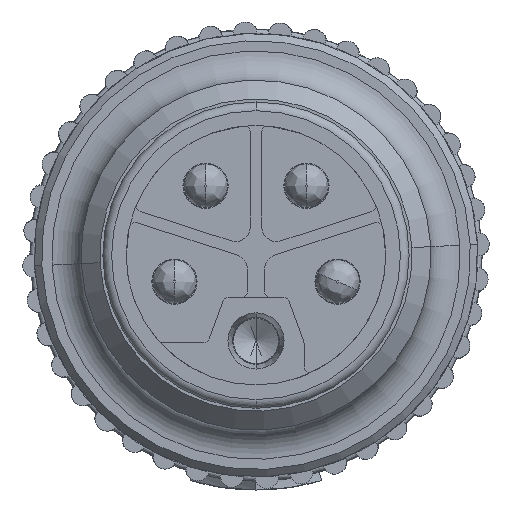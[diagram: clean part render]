
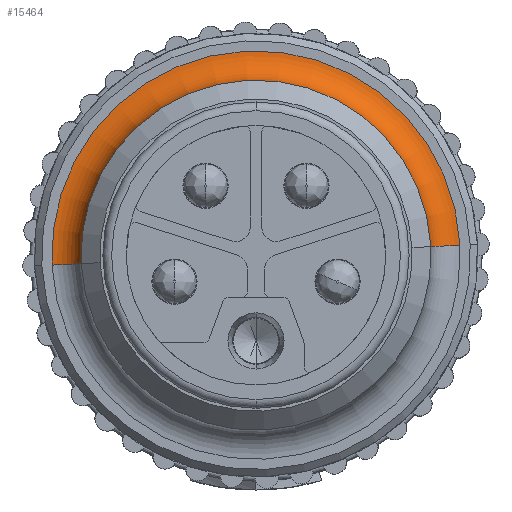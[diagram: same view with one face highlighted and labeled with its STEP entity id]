
A CAD part, front view. The second image highlights one B-rep face of the part: STEP entity #15464.
In plain terms, the highlighted toroidal (fillet/blend) face has major radius 7 mm and minor radius 1 mm.
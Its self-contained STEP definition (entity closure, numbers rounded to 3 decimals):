
#2977=CARTESIAN_POINT('',(0.,-112.3,0.));
#2978=DIRECTION('',(0.,1.,0.));
#2979=DIRECTION('',(-0.999,0.,-0.049));
#2980=AXIS2_PLACEMENT_3D('',#2977,#2978,#2979);
#3708=CARTESIAN_POINT('',(0.,-113.3,0.));
#3709=DIRECTION('',(0.,1.,0.));
#3710=DIRECTION('',(-0.999,0.,-0.049));
#3711=AXIS2_PLACEMENT_3D('',#3708,#3709,#3710);
#3713=CARTESIAN_POINT('',(-6.992,-113.3,-0.34));
#3714=DIRECTION('',(0.049,0.,-0.999));
#3715=DIRECTION('',(0.,1.,0.));
#3716=AXIS2_PLACEMENT_3D('',#3713,#3714,#3715);
#5026=CARTESIAN_POINT('',(6.992,-113.3,0.34));
#5027=DIRECTION('',(-0.049,0.,0.999));
#5028=DIRECTION('',(0.,1.,0.));
#5029=AXIS2_PLACEMENT_3D('',#5026,#5027,#5028);
#9487=CARTESIAN_POINT('',(5.993,-113.3,0.291));
#9489=VERTEX_POINT('',#9487);
#9543=CARTESIAN_POINT('',(-5.993,-113.3,-0.291));
#9544=VERTEX_POINT('',#9543);
#10158=CARTESIAN_POINT('',(6.992,-112.3,0.34));
#10159=VERTEX_POINT('',#10158);
#10162=CARTESIAN_POINT('',(-6.992,-112.3,-0.34));
#10163=VERTEX_POINT('',#10162);
#15450=CARTESIAN_POINT('',(0.,-113.3,0.));
#15451=DIRECTION('',(0.,-1.,0.));
#15452=DIRECTION('',(-0.999,0.,-0.049));
#15453=AXIS2_PLACEMENT_3D('',#15450,#15451,#15452);
#15454=TOROIDAL_SURFACE('',#15453,7.,1.);
#15456=ORIENTED_EDGE('',*,*,#15455,.F.);
#15458=ORIENTED_EDGE('',*,*,#15457,.F.);
#15459=ORIENTED_EDGE('',*,*,#14436,.T.);
#15461=ORIENTED_EDGE('',*,*,#15460,.T.);
#15462=EDGE_LOOP('',(#15456,#15458,#15459,#15461));
#15463=FACE_OUTER_BOUND('',#15462,.F.);
#15464=ADVANCED_FACE('',(#15463),#15454,.F.);
#2981=CIRCLE('',#2980,7.);
#3712=CIRCLE('',#3711,6.);
#3717=CIRCLE('',#3716,1.);
#5030=CIRCLE('',#5029,1.);
#14436=EDGE_CURVE('',#10163,#10159,#2981,.T.);
#15455=EDGE_CURVE('',#9544,#9489,#3712,.T.);
#15457=EDGE_CURVE('',#10163,#9544,#3717,.T.);
#15460=EDGE_CURVE('',#10159,#9489,#5030,.T.);
